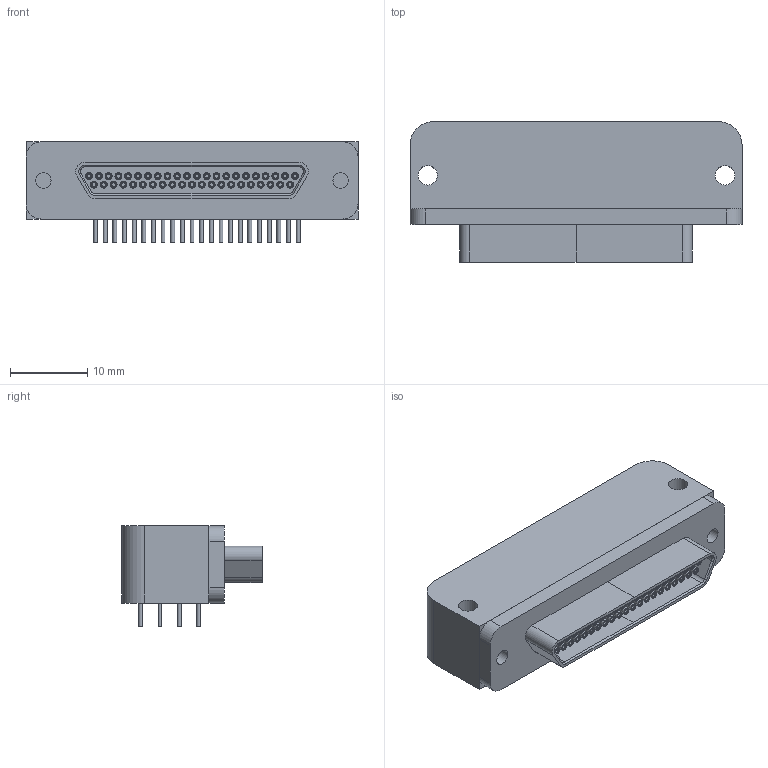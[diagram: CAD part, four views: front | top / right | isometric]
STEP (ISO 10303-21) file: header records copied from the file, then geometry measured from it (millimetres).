
FILE_DESCRIPTION(('FreeCAD Model'),'2;1');
FILE_NAME('Open CASCADE Shape Model','2024-11-07T01:16:46',(''),(''), 'Open CASCADE STEP processor 7.8','FreeCAD','Unknown');
FILE_SCHEMA(('AUTOMOTIVE_DESIGN { 1 0 10303 214 1 1 1 1 }'));
Length unit declared in the file: millimetre
Products named in the file (8): microD; base; flange; array_jack_h; jack_pin_h; array_jack_l; array_solder_43p; solder_pin_43p
Assembly tree (91 placements, depth 3):
  microD
    base
    flange
    array_jack_h
      jack_pin_h  x22
    array_jack_l
      jack_pin_h  x21
    array_solder_43p
      solder_pin_43p  x43
Bounding box: 43 x 18.2 x 13 mm (x, y, z)
Volume: 5833.7 mm3; surface area: 4778.2 mm2
Topology: 88 solids, 88 shells, 402 faces, 613 edges, 391 vertices
Faces by surface type: plane 206, cylinder 149, cone 47
Full cylindrical faces by diameter (mm): 0.5 x86, 0.9 x43, 2 x4, 2.5 x2
Entity records: 2724 total; most frequent: DIRECTION 518, CARTESIAN_POINT 406, ORIENTED_EDGE 302, AXIS2_PLACEMENT_3D 209, EDGE_CURVE 151, LINE 100, VECTOR 100, PRODUCT_DEFINITION_SHAPE 99
